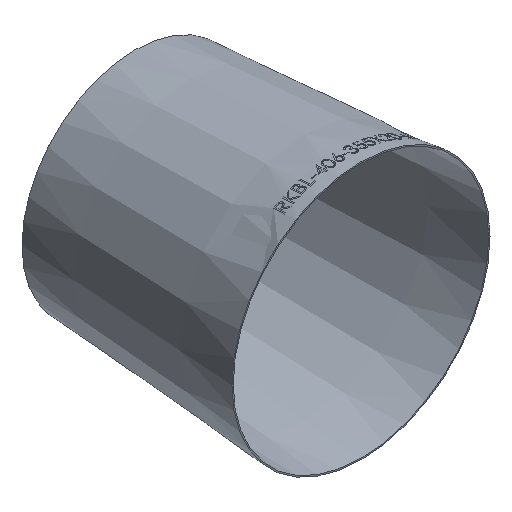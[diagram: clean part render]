
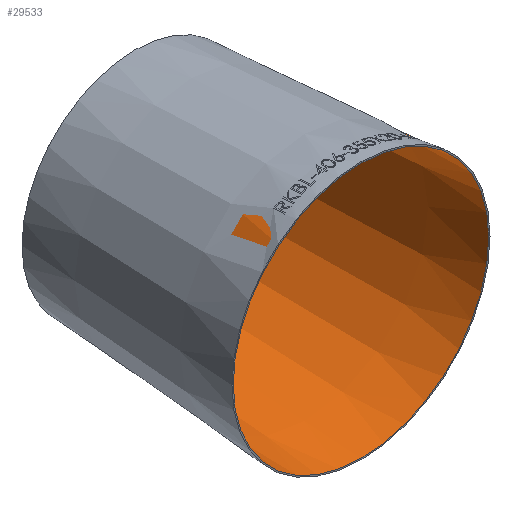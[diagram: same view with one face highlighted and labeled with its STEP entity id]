
A CAD part, isometric view. The second image highlights one B-rep face of the part: STEP entity #29533.
In plain terms, the highlighted conical face has half-angle 4.081 degrees and reference radius 201.195 mm.
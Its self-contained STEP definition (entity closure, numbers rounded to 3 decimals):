
#574 = CIRCLE ( 'NONE', #3739, 175.795 ) ;
#1258 = DIRECTION ( 'NONE',  ( 0., 0., -1. ) ) ;
#3739 = AXIS2_PLACEMENT_3D ( 'NONE', #20644, #21032, #14334 ) ;
#5730 = CARTESIAN_POINT ( 'NONE',  ( 0., 0., 0. ) ) ;
#6616 = AXIS2_PLACEMENT_3D ( 'NONE', #5730, #21150, #23743 ) ;
#6700 = EDGE_CURVE ( 'NONE', #30983, #30983, #17665, .T. ) ;
#6750 = EDGE_CURVE ( 'NONE', #22080, #22080, #574, .T. ) ;
#14334 = DIRECTION ( 'NONE',  ( 0., 0., -1. ) ) ;
#15379 = ORIENTED_EDGE ( 'NONE', *, *, #6700, .T. ) ;
#16341 = DIRECTION ( 'NONE',  ( 0., -1., 0. ) ) ;
#17665 = CIRCLE ( 'NONE', #25851, 201.195 ) ;
#19526 = CARTESIAN_POINT ( 'NONE',  ( 0., 356., -175.795 ) ) ;
#20644 = CARTESIAN_POINT ( 'NONE',  ( 0., 356., 0. ) ) ;
#21032 = DIRECTION ( 'NONE',  ( 0., -1., 0. ) ) ;
#21150 = DIRECTION ( 'NONE',  ( 0., -1., 0. ) ) ;
#22080 = VERTEX_POINT ( 'NONE', #19526 ) ;
#23743 = DIRECTION ( 'NONE',  ( 0., 0., -1. ) ) ;
#25851 = AXIS2_PLACEMENT_3D ( 'NONE', #28770, #16341, #1258 ) ;
#27490 = FACE_BOUND ( 'NONE', #27669, .T. ) ;
#27669 = EDGE_LOOP ( 'NONE', ( #36147 ) ) ;
#28770 = CARTESIAN_POINT ( 'NONE',  ( 0., 0., 0. ) ) ;
#29533 = ADVANCED_FACE ( 'NONE', ( #27490, #38996 ), #33809, .F. ) ;
#30983 = VERTEX_POINT ( 'NONE', #31183 ) ;
#31183 = CARTESIAN_POINT ( 'NONE',  ( 0., 0., -201.195 ) ) ;
#33809 = CONICAL_SURFACE ( 'NONE', #6616, 201.195, 0.071 ) ;
#34244 = EDGE_LOOP ( 'NONE', ( #15379 ) ) ;
#36147 = ORIENTED_EDGE ( 'NONE', *, *, #6750, .F. ) ;
#38996 = FACE_OUTER_BOUND ( 'NONE', #34244, .T. ) ;
